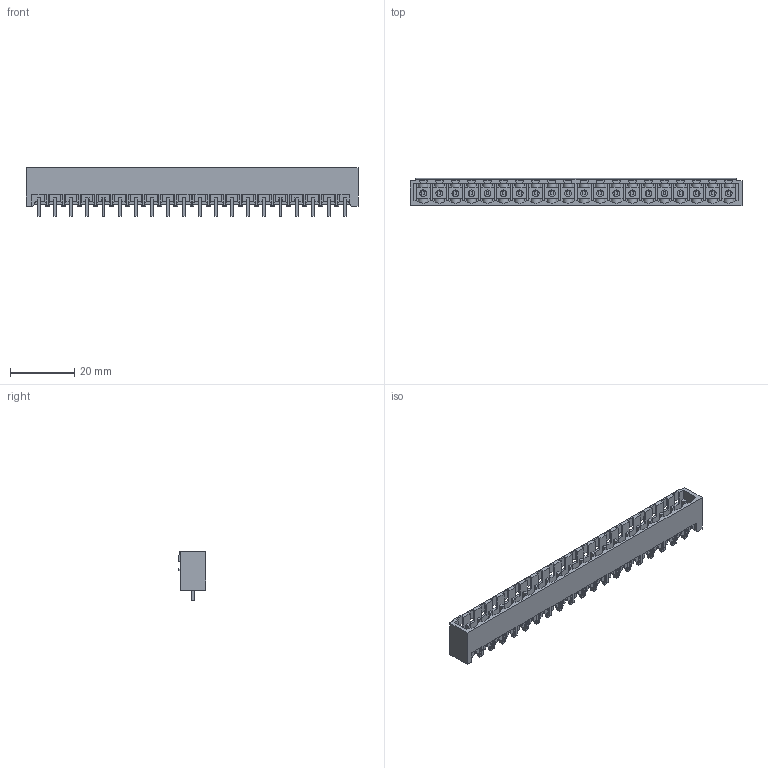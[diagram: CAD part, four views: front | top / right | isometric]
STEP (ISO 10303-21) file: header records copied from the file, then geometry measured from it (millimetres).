
FILE_DESCRIPTION(('CATIA V5 STEP Exchange','CAx-IF Rec.Pracs.--- Model Styling and Organization---1.2---2011-12-15'),'2;1');
FILE_NAME ('D1457151_0_1841340000_1841340000.stp','2018-04-11T11:13:30+00:00',('none'),('Weidmueller'),'CATIA Version 5-6 Release 2014','CATIA V5 STEP AP214','none');
FILE_SCHEMA(('AUTOMOTIVE_DESIGN { 1 0 10303 214 1 1 1 1 }'));
Length unit declared in the file: millimetre
Products named in the file (1): 1841340000
Bounding box: 103.2 x 8.43 x 15.2 mm (x, y, z)
Volume: 3656.7 mm3; surface area: 8907.7 mm2
Topology: 21 solids, 21 shells, 1373 faces, 4193 edges, 2824 vertices
Faces by surface type: plane 1159, cylinder 178, extrusion 36
Entity records: 43887 total; most frequent: CARTESIAN_POINT 9220, ORIENTED_EDGE 8386, DIRECTION 5350, EDGE_CURVE 4193, VECTOR 3496, LINE 3460, VERTEX_POINT 2824, EDGE_LOOP 1415
